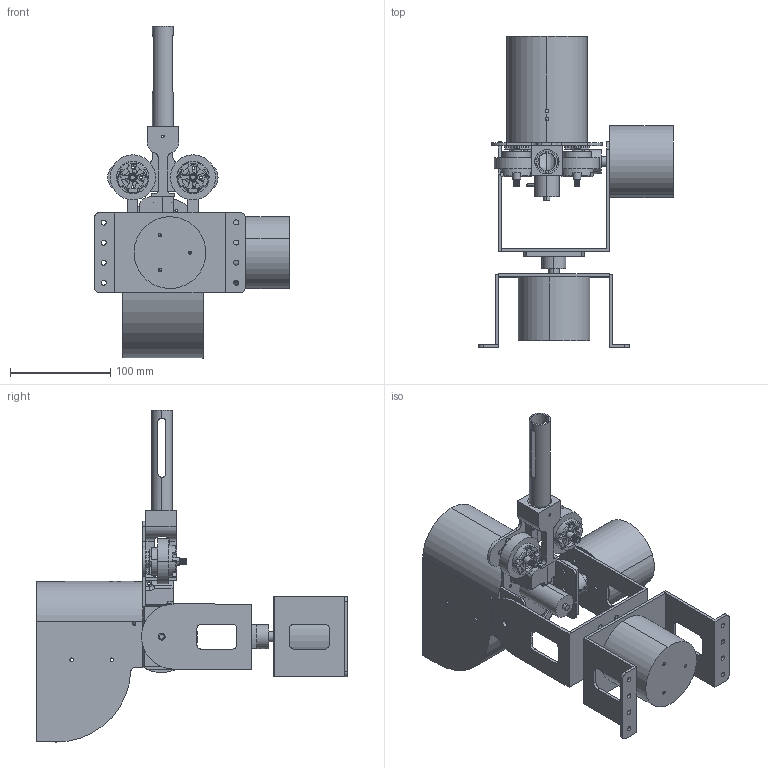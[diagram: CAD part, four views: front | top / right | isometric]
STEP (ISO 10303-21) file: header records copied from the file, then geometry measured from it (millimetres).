
FILE_DESCRIPTION (( 'STEP AP203' ), '1' );
FILE_NAME ('祭條堁怢蚾饜.STEP', '2018-01-03T13:24:50', ( 'User' ), ( 'china' ), 'SwSTEP 2.0', 'SolidWorks 2016', '' );
FILE_SCHEMA (( 'CONFIG_CONTROL_DESIGN' ));
Length unit declared in the file: millimetre
Products named in the file (22): 6623薊粣ん; 侯朝中F450电机外圈2016_2212; 楷扞儂凳假蚾啣; 2312拸芃2016; 絳寢_3; 藻笠謫; 絳奪; Yaw6623假蚾釱; 茈芛揤粟; 俔⑻絳奪酘_2; Pitch6623假蚾釱; 畢粟萇儂1; 弯曲导管右_默认镜向2; RM6623萇儂; 畢謫17_3; 陔唳粟標ㄗ湮ㄘ; 6623怬芛粣窒璃; 17mm楷扞儂凳蚾饜极; 綜陳笢F450萇儂奻172016; 抬头轴联轴器通用部件1; 祭條堁怢蚾饜; 侯朝中步兵无刷电机底座2016
Assembly tree (25 placements, depth 4):
  祭條堁怢蚾饜
    Yaw6623假蚾釱
    Pitch6623假蚾釱
    RM6623萇儂  x2
    6623薊粣ん  x2
      6623怬芛粣窒璃
      抬头轴联轴器通用部件1
    17mm楷扞儂凳蚾饜极
      楷扞儂凳假蚾啣
      絳寢_3
      絳奪
      俔⑻絳奪酘_2
      弯曲导管右_默认镜向2
      陔唳粟標ㄗ湮ㄘ
      2312拸芃2016  x2
        綜陳笢F450萇儂奻172016
        侯朝中步兵无刷电机底座2016
        侯朝中F450电机外圈2016_2212
      藻笠謫  x2
      茈芛揤粟
      畢粟萇儂1
      畢謫17_3
Bounding box: 194 x 309.85 x 330.91 mm (x, y, z)
Volume: 1008334.3 mm3; surface area: 342217.9 mm2
Topology: 25 solids, 27 shells, 1193 faces, 3266 edges, 2100 vertices
Faces by surface type: cylinder 645, plane 410, cone 94, bspline 24, torus 20
Entity records: 36597 total; most frequent: CARTESIAN_POINT 9308, DIRECTION 5277, ORIENTED_EDGE 5166, EDGE_CURVE 2583, AXIS2_PLACEMENT_3D 2027, VERTEX_POINT 1683, EDGE_LOOP 1224, VECTOR 1223
